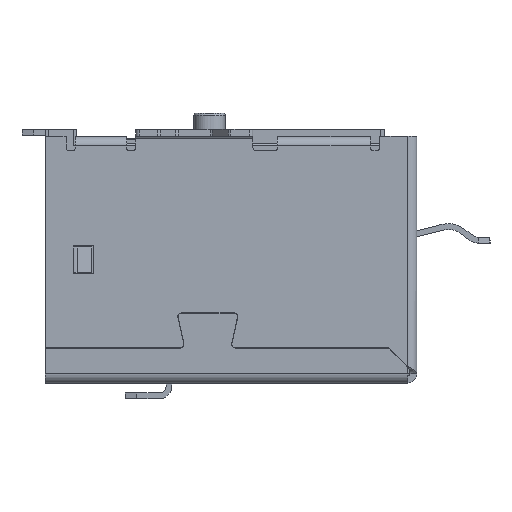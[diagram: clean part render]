
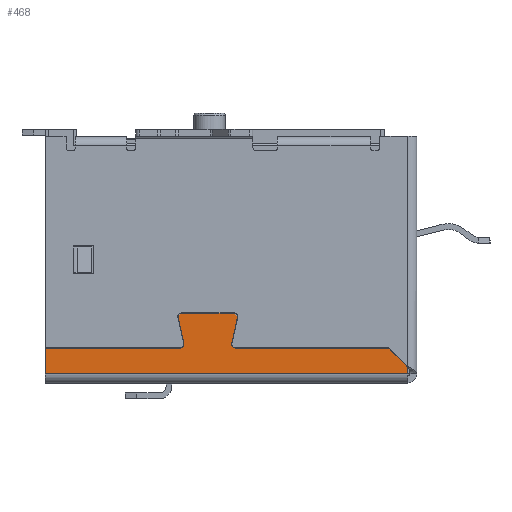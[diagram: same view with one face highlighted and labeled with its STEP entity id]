
A CAD part, left-side view. The second image highlights one B-rep face of the part: STEP entity #468.
In plain terms, the highlighted planar face has unit normal (-1, 0, 0).
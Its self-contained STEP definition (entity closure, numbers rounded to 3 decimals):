
#468 = ADVANCED_FACE( '', ( #1201 ), #1202, .T. );
#1201 = FACE_OUTER_BOUND( '', #2544, .T. );
#1202 = PLANE( '', #2545 );
#2544 = EDGE_LOOP( '', ( #4790, #4791, #4792, #4793, #4794, #4795, #4796, #4797, #4798, #4799, #4800, #4801, #4802, #4803, #4804 ) );
#2545 = AXIS2_PLACEMENT_3D( '', #4805, #4806, #4807 );
#4790 = ORIENTED_EDGE( '', *, *, #8432, .T. );
#4791 = ORIENTED_EDGE( '', *, *, #7951, .T. );
#4792 = ORIENTED_EDGE( '', *, *, #7942, .T. );
#4793 = ORIENTED_EDGE( '', *, *, #8513, .T. );
#4794 = ORIENTED_EDGE( '', *, *, #8446, .T. );
#4795 = ORIENTED_EDGE( '', *, *, #8300, .T. );
#4796 = ORIENTED_EDGE( '', *, *, #8297, .T. );
#4797 = ORIENTED_EDGE( '', *, *, #8294, .T. );
#4798 = ORIENTED_EDGE( '', *, *, #8291, .T. );
#4799 = ORIENTED_EDGE( '', *, *, #8288, .T. );
#4800 = ORIENTED_EDGE( '', *, *, #8285, .T. );
#4801 = ORIENTED_EDGE( '', *, *, #8281, .T. );
#4802 = ORIENTED_EDGE( '', *, *, #8357, .T. );
#4803 = ORIENTED_EDGE( '', *, *, #8442, .T. );
#4804 = ORIENTED_EDGE( '', *, *, #8514, .T. );
#4805 = CARTESIAN_POINT( '', ( -6.02, 8., -5.066 ) );
#4806 = DIRECTION( '', ( -1., 0., 0. ) );
#4807 = DIRECTION( '', ( 0., 0., 1. ) );
#7942 = EDGE_CURVE( '', #9507, #9508, #9509, .T. );
#7951 = EDGE_CURVE( '', #9525, #9507, #9526, .T. );
#8281 = EDGE_CURVE( '', #10134, #10135, #10136, .T. );
#8285 = EDGE_CURVE( '', #10142, #10134, #10143, .T. );
#8288 = EDGE_CURVE( '', #10147, #10142, #10148, .T. );
#8291 = EDGE_CURVE( '', #10152, #10147, #10153, .T. );
#8294 = EDGE_CURVE( '', #10157, #10152, #10158, .T. );
#8297 = EDGE_CURVE( '', #10162, #10157, #10163, .T. );
#8300 = EDGE_CURVE( '', #10167, #10162, #10168, .T. );
#8357 = EDGE_CURVE( '', #10135, #10251, #10252, .T. );
#8432 = EDGE_CURVE( '', #10367, #9525, #10368, .T. );
#8442 = EDGE_CURVE( '', #10251, #10380, #10382, .T. );
#8446 = EDGE_CURVE( '', #10386, #10167, #10387, .T. );
#8513 = EDGE_CURVE( '', #9508, #10386, #10484, .T. );
#8514 = EDGE_CURVE( '', #10380, #10367, #10485, .T. );
#9507 = VERTEX_POINT( '', #12116 );
#9508 = VERTEX_POINT( '', #12117 );
#9509 = LINE( '', #12118, #12119 );
#9525 = VERTEX_POINT( '', #12166 );
#9526 = CIRCLE( '', #12167, 0.15 );
#10134 = VERTEX_POINT( '', #13032 );
#10135 = VERTEX_POINT( '', #13033 );
#10136 = CIRCLE( '', #13034, 0.16 );
#10142 = VERTEX_POINT( '', #13042 );
#10143 = LINE( '', #13043, #13044 );
#10147 = VERTEX_POINT( '', #13050 );
#10148 = CIRCLE( '', #13051, 0.14 );
#10152 = VERTEX_POINT( '', #13056 );
#10153 = LINE( '', #13057, #13058 );
#10157 = VERTEX_POINT( '', #13064 );
#10158 = CIRCLE( '', #13065, 0.14 );
#10162 = VERTEX_POINT( '', #13070 );
#10163 = LINE( '', #13071, #13072 );
#10167 = VERTEX_POINT( '', #13078 );
#10168 = CIRCLE( '', #13079, 0.16 );
#10251 = VERTEX_POINT( '', #13209 );
#10252 = LINE( '', #13210, #13211 );
#10367 = VERTEX_POINT( '', #13390 );
#10368 = LINE( '', #13391, #13392 );
#10380 = VERTEX_POINT( '', #13408 );
#10382 = LINE( '', #13410, #13411 );
#10386 = VERTEX_POINT( '', #13417 );
#10387 = LINE( '', #13418, #13419 );
#10484 = CIRCLE( '', #13620, 0.14 );
#10485 = LINE( '', #13621, #13622 );
#12116 = CARTESIAN_POINT( '', ( -6.02, -7.556, -4.568 ) );
#12117 = CARTESIAN_POINT( '', ( -6.02, -6.829, -3.841 ) );
#12118 = CARTESIAN_POINT( '', ( -6.02, -7.6, -4.612 ) );
#12119 = VECTOR( '', #15752, 1000. );
#12166 = CARTESIAN_POINT( '', ( -6.02, -7.6, -4.674 ) );
#12167 = AXIS2_PLACEMENT_3D( '', #15759, #15760, #15761 );
#13032 = CARTESIAN_POINT( '', ( -6.02, 2.03, -3.606 ) );
#13033 = CARTESIAN_POINT( '', ( -6.02, 2.186, -3.8 ) );
#13034 = AXIS2_PLACEMENT_3D( '', #16295, #16296, #16297 );
#13042 = CARTESIAN_POINT( '', ( -6.02, 2.276, -2.47 ) );
#13043 = CARTESIAN_POINT( '', ( -6.02, 2.276, -2.47 ) );
#13044 = VECTOR( '', #16303, 1000. );
#13050 = CARTESIAN_POINT( '', ( -6.02, 2.139, -2.3 ) );
#13051 = AXIS2_PLACEMENT_3D( '', #16306, #16307, #16308 );
#13056 = CARTESIAN_POINT( '', ( -6.02, -0.139, -2.3 ) );
#13057 = CARTESIAN_POINT( '', ( -6.02, -0.139, -2.3 ) );
#13058 = VECTOR( '', #16313, 1000. );
#13064 = CARTESIAN_POINT( '', ( -6.02, -0.276, -2.47 ) );
#13065 = AXIS2_PLACEMENT_3D( '', #16316, #16317, #16318 );
#13070 = CARTESIAN_POINT( '', ( -6.02, -0.03, -3.606 ) );
#13071 = CARTESIAN_POINT( '', ( -6.02, -0.03, -3.606 ) );
#13072 = VECTOR( '', #16323, 1000. );
#13078 = CARTESIAN_POINT( '', ( -6.02, -0.186, -3.8 ) );
#13079 = AXIS2_PLACEMENT_3D( '', #16326, #16327, #16328 );
#13209 = CARTESIAN_POINT( '', ( -6.02, 8., -3.8 ) );
#13210 = CARTESIAN_POINT( '', ( -6.02, -6.73, -3.8 ) );
#13211 = VECTOR( '', #16403, 1000. );
#13390 = CARTESIAN_POINT( '', ( -6.02, -7.6, -4.91 ) );
#13391 = CARTESIAN_POINT( '', ( -6.02, -7.6, -5.066 ) );
#13392 = VECTOR( '', #16498, 1000. );
#13408 = CARTESIAN_POINT( '', ( -6.02, 8., -4.91 ) );
#13410 = CARTESIAN_POINT( '', ( -6.02, 8., -4.81 ) );
#13411 = VECTOR( '', #16518, 1000. );
#13417 = CARTESIAN_POINT( '', ( -6.02, -6.73, -3.8 ) );
#13418 = CARTESIAN_POINT( '', ( -6.02, -6.73, -3.8 ) );
#13419 = VECTOR( '', #16524, 1000. );
#13620 = AXIS2_PLACEMENT_3D( '', #16592, #16593, #16594 );
#13621 = CARTESIAN_POINT( '', ( -6.02, 8., -4.91 ) );
#13622 = VECTOR( '', #16595, 1000. );
#15752 = DIRECTION( '', ( 0., 0.707, 0.707 ) );
#15759 = CARTESIAN_POINT( '', ( -6.02, -7.45, -4.674 ) );
#15760 = DIRECTION( '', ( -1., 0., 0. ) );
#15761 = DIRECTION( '', ( 0., 0., 1. ) );
#16295 = CARTESIAN_POINT( '', ( -6.02, 2.186, -3.64 ) );
#16296 = DIRECTION( '', ( 1., 0., 0. ) );
#16297 = DIRECTION( '', ( 0., 1., 0. ) );
#16303 = DIRECTION( '', ( 0., -0.212, -0.977 ) );
#16306 = CARTESIAN_POINT( '', ( -6.02, 2.139, -2.44 ) );
#16307 = DIRECTION( '', ( -1., 0., 0. ) );
#16308 = DIRECTION( '', ( 0., -1., 0. ) );
#16313 = DIRECTION( '', ( 0., 1., 0. ) );
#16316 = CARTESIAN_POINT( '', ( -6.02, -0.139, -2.44 ) );
#16317 = DIRECTION( '', ( -1., 0., 0. ) );
#16318 = DIRECTION( '', ( 0., 1., 0. ) );
#16323 = DIRECTION( '', ( 0., -0.212, 0.977 ) );
#16326 = CARTESIAN_POINT( '', ( -6.02, -0.186, -3.64 ) );
#16327 = DIRECTION( '', ( 1., 0., 0. ) );
#16328 = DIRECTION( '', ( 0., -1., 0. ) );
#16403 = DIRECTION( '', ( 0., 1., 0. ) );
#16498 = DIRECTION( '', ( 0., 0., 1. ) );
#16518 = DIRECTION( '', ( 0., 0., -1. ) );
#16524 = DIRECTION( '', ( 0., 1., 0. ) );
#16592 = CARTESIAN_POINT( '', ( -6.02, -6.73, -3.94 ) );
#16593 = DIRECTION( '', ( -1., 0., 0. ) );
#16594 = DIRECTION( '', ( 0., 1., 0. ) );
#16595 = DIRECTION( '', ( 0., -1., 0. ) );
